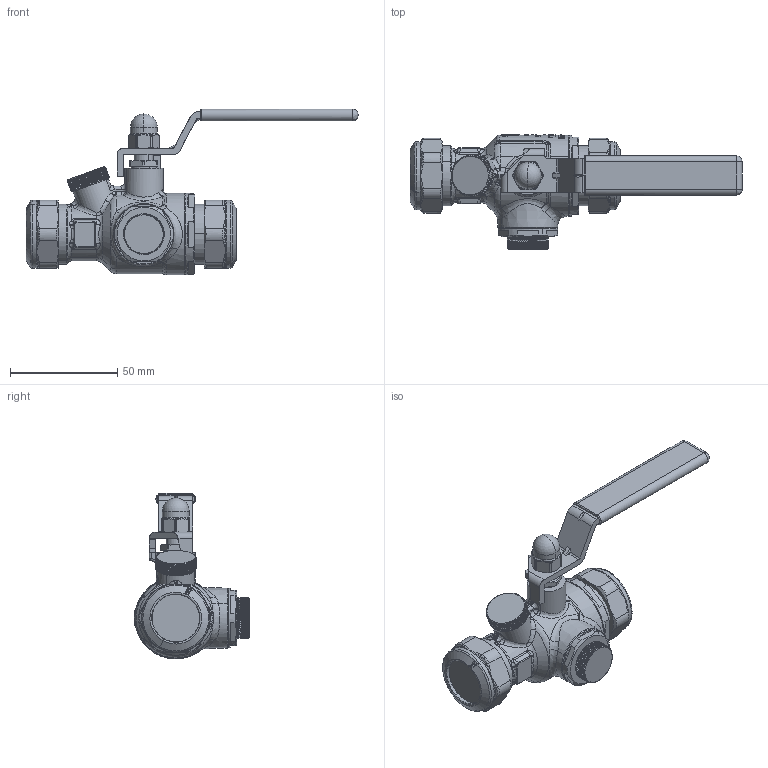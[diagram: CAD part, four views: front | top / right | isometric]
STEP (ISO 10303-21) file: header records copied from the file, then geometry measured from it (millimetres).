
FILE_DESCRIPTION(('CATIA V5 STEP Exchange'),'2;1');
FILE_NAME('STEP_324120_-_TST.stp','2017-10-17T06:18:50+00:00',('none'),('none'),'CATIA Version 5-6 Release 2016 SP4','CATIA V5 STEP AP203','none');
FILE_SCHEMA(('CONFIG_CONTROL_DESIGN'));
Products named in the file (1): 324120_sw0001
Bounding box: 155 x 53.85 x 77.35 mm (x, y, z)
Surface area: 29842.3 mm2 (no closed solid volume)
Topology: 0 solids, 42 shells, 1304 faces, 3940 edges, 2539 vertices
Faces by surface type: plane 427, bspline 377, cylinder 339, cone 94, torus 41, sphere 26
Entity records: 67178 total; most frequent: CARTESIAN_POINT 38587, ORIENTED_EDGE 6959, DIRECTION 3911, EDGE_CURVE 3898, VERTEX_POINT 2539, AXIS2_PLACEMENT_3D 1768, ADVANCED_FACE 1304, EDGE_LOOP 1304
